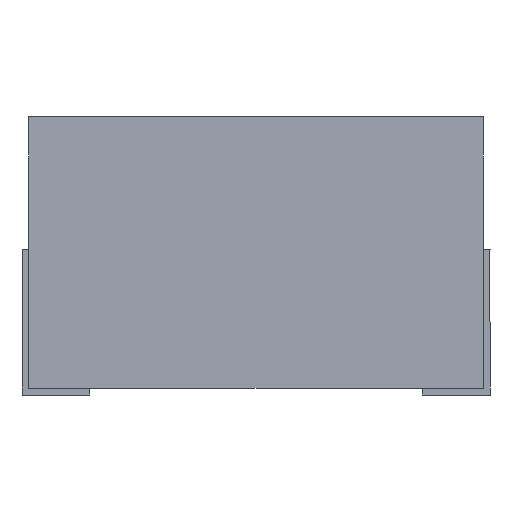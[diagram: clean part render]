
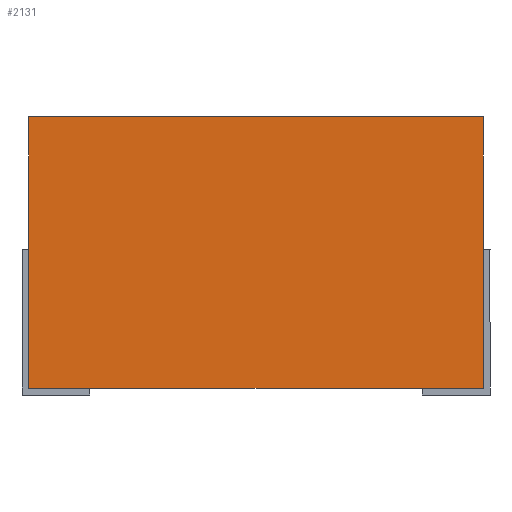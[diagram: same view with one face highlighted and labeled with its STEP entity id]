
A CAD part, front view. The second image highlights one B-rep face of the part: STEP entity #2131.
In plain terms, the highlighted planar face has unit normal (0, -1, 0).
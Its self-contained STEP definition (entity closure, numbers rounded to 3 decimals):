
#56=LINE('',#3115,#258);
#66=LINE('',#3231,#268);
#67=LINE('',#3233,#269);
#68=LINE('',#3235,#270);
#258=VECTOR('',#2395,1000.);
#268=VECTOR('',#2409,1000.);
#269=VECTOR('',#2412,1000.);
#270=VECTOR('',#2413,1000.);
#547=ORIENTED_EDGE('',*,*,#1168,.T.);
#548=ORIENTED_EDGE('',*,*,#1169,.F.);
#549=ORIENTED_EDGE('',*,*,#1149,.F.);
#550=ORIENTED_EDGE('',*,*,#1167,.T.);
#1149=EDGE_CURVE('',#1461,#1462,#56,.T.);
#1167=EDGE_CURVE('',#1461,#1477,#66,.T.);
#1168=EDGE_CURVE('',#1477,#1478,#67,.T.);
#1169=EDGE_CURVE('',#1462,#1478,#68,.T.);
#1461=VERTEX_POINT('',#3114);
#1462=VERTEX_POINT('',#3116);
#1477=VERTEX_POINT('',#3230);
#1478=VERTEX_POINT('',#3234);
#1731=EDGE_LOOP('',(#547,#548,#549,#550));
#1885=FACE_BOUND('',#1731,.T.);
#2027=PLANE('',#2286);
#2131=ADVANCED_FACE('',(#1885),#2027,.F.);
#2286=AXIS2_PLACEMENT_3D('',#3232,#2410,#2411);
#2395=DIRECTION('',(1.,0.,0.));
#2409=DIRECTION('',(0.,0.,-1.));
#2410=DIRECTION('',(0.,1.,0.));
#2411=DIRECTION('',(-1.,0.,0.));
#2412=DIRECTION('',(1.,0.,0.));
#2413=DIRECTION('',(0.,0.,-1.));
#3114=CARTESIAN_POINT('',(-6.7,-6.5,8.));
#3115=CARTESIAN_POINT('',(-6.7,-6.5,8.));
#3116=CARTESIAN_POINT('',(6.7,-6.5,8.));
#3230=CARTESIAN_POINT('',(-6.7,-6.5,0.));
#3231=CARTESIAN_POINT('',(-6.7,-6.5,8.));
#3232=CARTESIAN_POINT('',(-6.7,-6.5,8.));
#3233=CARTESIAN_POINT('',(-6.7,-6.5,0.));
#3234=CARTESIAN_POINT('',(6.7,-6.5,0.));
#3235=CARTESIAN_POINT('',(6.7,-6.5,8.));
